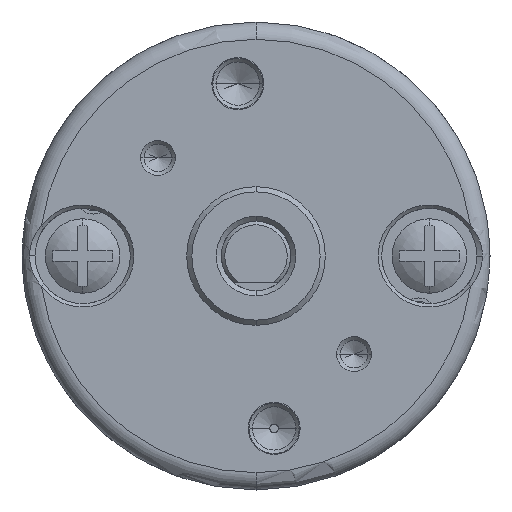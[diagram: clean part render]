
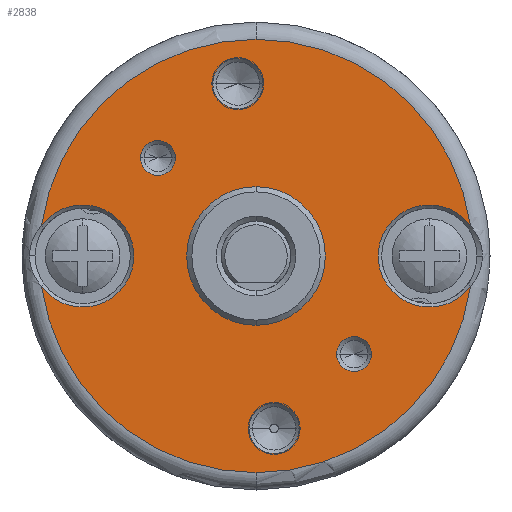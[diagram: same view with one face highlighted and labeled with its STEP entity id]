
A CAD part, left-side view. The second image highlights one B-rep face of the part: STEP entity #2838.
In plain terms, the highlighted planar face has unit normal (-1, 0, 0).
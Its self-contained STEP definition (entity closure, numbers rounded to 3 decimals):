
#6=CARTESIAN_POINT('',(-2.,0.,0.));
#7=DIRECTION('',(1.,0.,0.));
#8=DIRECTION('',(0.,0.,-1.));
#9=AXIS2_PLACEMENT_3D('',#6,#7,#8);
#529=CARTESIAN_POINT('',(-2.,-12.377,1.747));
#560=CARTESIAN_POINT('',(-2.,-12.377,
-1.747));
#574=CARTESIAN_POINT('',(-2.,-10.,0.));
#575=DIRECTION('',(1.,0.,0.));
#576=DIRECTION('',(0.,-0.806,-0.592));
#577=AXIS2_PLACEMENT_3D('',#574,#575,#576);
#687=CARTESIAN_POINT('',(-2.,12.377,-1.747));
#708=CARTESIAN_POINT('',(-2.,12.377,1.747));
#732=CARTESIAN_POINT('',(-2.,10.,0.));
#733=DIRECTION('',(1.,0.,0.));
#734=DIRECTION('',(0.,0.806,0.592));
#735=AXIS2_PLACEMENT_3D('',#732,#733,#734);
#741=CARTESIAN_POINT('',(-2.,-1.045,-9.945));
#742=DIRECTION('',(1.,0.,0.));
#743=DIRECTION('',(0.,-1.,0.));
#744=AXIS2_PLACEMENT_3D('',#741,#742,#743);
#746=CARTESIAN_POINT('',(-2.,-1.045,-9.945));
#747=DIRECTION('',(1.,0.,0.));
#748=DIRECTION('',(0.,1.,0.));
#749=AXIS2_PLACEMENT_3D('',#746,#747,#748);
#751=CARTESIAN_POINT('',(-2.,1.045,9.945));
#752=DIRECTION('',(1.,0.,0.));
#753=DIRECTION('',(0.,1.,0.));
#754=AXIS2_PLACEMENT_3D('',#751,#752,#753);
#756=CARTESIAN_POINT('',(-2.,1.045,9.945));
#757=DIRECTION('',(1.,0.,0.));
#758=DIRECTION('',(0.,-1.,0.));
#759=AXIS2_PLACEMENT_3D('',#756,#757,#758);
#761=CARTESIAN_POINT('',(-2.,5.657,5.657));
#762=DIRECTION('',(1.,0.,0.));
#763=DIRECTION('',(0.,-1.,0.));
#764=AXIS2_PLACEMENT_3D('',#761,#762,#763);
#766=CARTESIAN_POINT('',(-2.,5.657,5.657));
#767=DIRECTION('',(1.,0.,0.));
#768=DIRECTION('',(0.,1.,0.));
#769=AXIS2_PLACEMENT_3D('',#766,#767,#768);
#771=CARTESIAN_POINT('',(-2.,-5.657,-5.657));
#772=DIRECTION('',(1.,0.,0.));
#773=DIRECTION('',(0.,-1.,0.));
#774=AXIS2_PLACEMENT_3D('',#771,#772,#773);
#776=CARTESIAN_POINT('',(-2.,-5.657,-5.657));
#777=DIRECTION('',(1.,0.,0.));
#778=DIRECTION('',(0.,1.,0.));
#779=AXIS2_PLACEMENT_3D('',#776,#777,#778);
#781=CARTESIAN_POINT('',(-2.,0.,0.));
#782=DIRECTION('',(-1.,0.,0.));
#783=DIRECTION('',(0.,0.,-1.));
#784=AXIS2_PLACEMENT_3D('',#781,#782,#783);
#786=CARTESIAN_POINT('',(-2.,0.,0.));
#787=DIRECTION('',(1.,0.,0.));
#788=DIRECTION('',(0.,0.,-1.));
#789=AXIS2_PLACEMENT_3D('',#786,#787,#788);
#791=CARTESIAN_POINT('',(-2.,0.,0.));
#792=DIRECTION('',(1.,0.,0.));
#793=DIRECTION('',(0.,0.99,0.14));
#794=AXIS2_PLACEMENT_3D('',#791,#792,#793);
#796=CARTESIAN_POINT('',(-2.,0.,0.));
#797=DIRECTION('',(-1.,0.,0.));
#798=DIRECTION('',(0.,-0.99,0.14));
#799=AXIS2_PLACEMENT_3D('',#796,#797,#798);
#810=CARTESIAN_POINT('',(-2.,0.,0.));
#811=DIRECTION('',(-1.,0.,0.));
#812=DIRECTION('',(0.,0.,-1.));
#813=AXIS2_PLACEMENT_3D('',#810,#811,#812);
#1493=CARTESIAN_POINT('',(-2.,0.,-12.5));
#1494=VERTEX_POINT('',#1493);
#1499=CARTESIAN_POINT('',(-2.,0.,12.5));
#1500=VERTEX_POINT('',#1499);
#1501=CARTESIAN_POINT('',(-2.,0.,-4.));
#1502=CARTESIAN_POINT('',(-2.,0.,4.));
#1503=VERTEX_POINT('',#1501);
#1504=VERTEX_POINT('',#1502);
#1787=CARTESIAN_POINT('',(-2.,-2.495,-9.945));
#1788=CARTESIAN_POINT('',(-2.,0.405,-9.945));
#1789=VERTEX_POINT('',#1787);
#1790=VERTEX_POINT('',#1788);
#1795=CARTESIAN_POINT('',(-2.,2.495,9.945));
#1796=CARTESIAN_POINT('',(-2.,-0.405,9.945));
#1797=VERTEX_POINT('',#1795);
#1798=VERTEX_POINT('',#1796);
#1803=CARTESIAN_POINT('',(-2.,4.657,5.657));
#1804=CARTESIAN_POINT('',(-2.,6.657,5.657));
#1805=VERTEX_POINT('',#1803);
#1806=VERTEX_POINT('',#1804);
#1811=CARTESIAN_POINT('',(-2.,-6.657,-5.657));
#1812=CARTESIAN_POINT('',(-2.,-4.657,-5.657));
#1813=VERTEX_POINT('',#1811);
#1814=VERTEX_POINT('',#1812);
#1835=VERTEX_POINT('',#529);
#1839=VERTEX_POINT('',#560);
#1847=VERTEX_POINT('',#687);
#1850=VERTEX_POINT('',#708);
#2796=CARTESIAN_POINT('',(-2.,0.,0.));
#2797=DIRECTION('',(1.,0.,0.));
#2798=DIRECTION('',(0.,0.,1.));
#2799=AXIS2_PLACEMENT_3D('',#2796,#2797,#2798);
#2800=PLANE('',#2799);
#2801=ORIENTED_EDGE('',*,*,#2556,.F.);
#2802=ORIENTED_EDGE('',*,*,#2454,.F.);
#2803=ORIENTED_EDGE('',*,*,#2715,.T.);
#2804=ORIENTED_EDGE('',*,*,#2787,.F.);
#2805=ORIENTED_EDGE('',*,*,#2720,.T.);
#2806=ORIENTED_EDGE('',*,*,#2447,.F.);
#2807=EDGE_LOOP('',(#2801,#2802,#2803,#2804,#2805,#2806));
#2808=FACE_OUTER_BOUND('',#2807,.F.);
#2810=ORIENTED_EDGE('',*,*,#2809,.F.);
#2812=ORIENTED_EDGE('',*,*,#2811,.F.);
#2813=EDGE_LOOP('',(#2810,#2812));
#2814=FACE_BOUND('',#2813,.F.);
#2816=ORIENTED_EDGE('',*,*,#2815,.F.);
#2818=ORIENTED_EDGE('',*,*,#2817,.F.);
#2819=EDGE_LOOP('',(#2816,#2818));
#2820=FACE_BOUND('',#2819,.F.);
#2822=ORIENTED_EDGE('',*,*,#2821,.F.);
#2824=ORIENTED_EDGE('',*,*,#2823,.F.);
#2825=EDGE_LOOP('',(#2822,#2824));
#2826=FACE_BOUND('',#2825,.F.);
#2828=ORIENTED_EDGE('',*,*,#2827,.F.);
#2830=ORIENTED_EDGE('',*,*,#2829,.F.);
#2831=EDGE_LOOP('',(#2828,#2830));
#2832=FACE_BOUND('',#2831,.F.);
#2833=ORIENTED_EDGE('',*,*,#1880,.F.);
#2835=ORIENTED_EDGE('',*,*,#2834,.T.);
#2836=EDGE_LOOP('',(#2833,#2835));
#2837=FACE_BOUND('',#2836,.F.);
#10=CIRCLE('',#9,4.);
#578=CIRCLE('',#577,2.95);
#736=CIRCLE('',#735,2.95);
#745=CIRCLE('',#744,1.45);
#750=CIRCLE('',#749,1.45);
#755=CIRCLE('',#754,1.45);
#760=CIRCLE('',#759,1.45);
#765=CIRCLE('',#764,1.);
#770=CIRCLE('',#769,1.);
#775=CIRCLE('',#774,1.);
#780=CIRCLE('',#779,1.);
#785=CIRCLE('',#784,12.5);
#790=CIRCLE('',#789,12.5);
#795=CIRCLE('',#794,12.5);
#800=CIRCLE('',#799,12.5);
#814=CIRCLE('',#813,4.);
#1880=EDGE_CURVE('',#1503,#1504,#10,.T.);
#2447=EDGE_CURVE('',#1835,#1500,#800,.T.);
#2454=EDGE_CURVE('',#1494,#1839,#785,.T.);
#2556=EDGE_CURVE('',#1839,#1835,#578,.T.);
#2715=EDGE_CURVE('',#1494,#1847,#790,.T.);
#2720=EDGE_CURVE('',#1850,#1500,#795,.T.);
#2787=EDGE_CURVE('',#1850,#1847,#736,.T.);
#2809=EDGE_CURVE('',#1789,#1790,#745,.T.);
#2811=EDGE_CURVE('',#1790,#1789,#750,.T.);
#2815=EDGE_CURVE('',#1797,#1798,#755,.T.);
#2817=EDGE_CURVE('',#1798,#1797,#760,.T.);
#2821=EDGE_CURVE('',#1805,#1806,#765,.T.);
#2823=EDGE_CURVE('',#1806,#1805,#770,.T.);
#2827=EDGE_CURVE('',#1813,#1814,#775,.T.);
#2829=EDGE_CURVE('',#1814,#1813,#780,.T.);
#2834=EDGE_CURVE('',#1503,#1504,#814,.T.);
#2838=ADVANCED_FACE('',(#2808,#2814,#2820,#2826,#2832,#2837),#2800,.F.);
